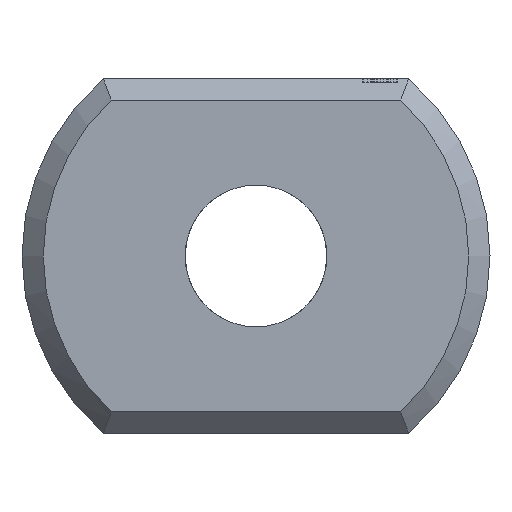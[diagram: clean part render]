
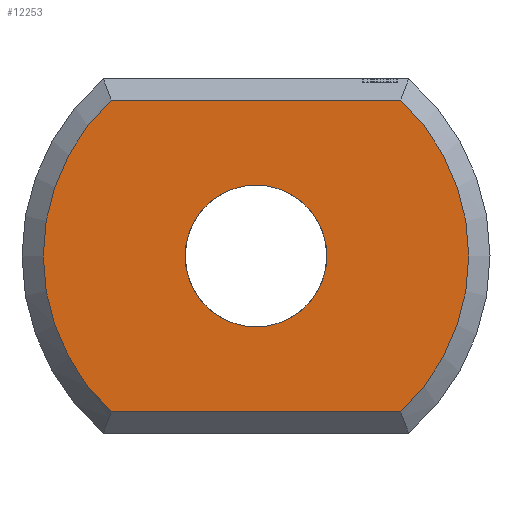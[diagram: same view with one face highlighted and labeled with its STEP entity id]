
A CAD part, left-side view. The second image highlights one B-rep face of the part: STEP entity #12253.
In plain terms, the highlighted planar face has unit normal (-1, 0, 0).
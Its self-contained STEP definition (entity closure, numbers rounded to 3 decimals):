
#298 = PLANE('',#299);
#299 = AXIS2_PLACEMENT_3D('',#300,#301,#302);
#300 = CARTESIAN_POINT('',(0.15,-2.154,-2.35));
#301 = DIRECTION('',(-0.707,0.,-0.707));
#302 = DIRECTION('',(0.,-1.,0.));
#725 = CONICAL_SURFACE('',#726,3.3,0.785);
#726 = AXIS2_PLACEMENT_3D('',#727,#728,#729);
#727 = CARTESIAN_POINT('',(0.3,0.,0.));
#728 = DIRECTION('',(1.,0.,0.));
#729 = DIRECTION('',(0.,0.653,-0.758));
#872 = CONICAL_SURFACE('',#873,3.3,0.785);
#873 = AXIS2_PLACEMENT_3D('',#874,#875,#876);
#874 = CARTESIAN_POINT('',(0.3,0.,0.));
#875 = DIRECTION('',(1.,0.,0.));
#876 = DIRECTION('',(0.,-0.653,0.758));
#909 = VERTEX_POINT('',#910);
#910 = CARTESIAN_POINT('',(0.,-2.04,-2.2));
#937 = VERTEX_POINT('',#938);
#938 = CARTESIAN_POINT('',(0.,2.04,-2.2));
#963 = EDGE_CURVE('',#909,#937,#964,.T.);
#964 = SURFACE_CURVE('',#965,(#969,#976),.PCURVE_S1.);
#965 = LINE('',#966,#967);
#966 = CARTESIAN_POINT('',(0.,-2.154,-2.2));
#967 = VECTOR('',#968,1.);
#968 = DIRECTION('',(0.,1.,0.));
#969 = PCURVE('',#298,#970);
#970 = DEFINITIONAL_REPRESENTATION('',(#971),#975);
#971 = LINE('',#972,#973);
#972 = CARTESIAN_POINT('',(0.,0.212));
#973 = VECTOR('',#974,1.);
#974 = DIRECTION('',(-1.,0.));
#975 = ( GEOMETRIC_REPRESENTATION_CONTEXT(2) 
PARAMETRIC_REPRESENTATION_CONTEXT() REPRESENTATION_CONTEXT('2D SPACE',''
  ) );
#976 = PCURVE('',#977,#982);
#977 = PLANE('',#978);
#978 = AXIS2_PLACEMENT_3D('',#979,#980,#981);
#979 = CARTESIAN_POINT('',(0.,0.,
    0.));
#980 = DIRECTION('',(1.,0.,0.));
#981 = DIRECTION('',(0.,0.,1.));
#982 = DEFINITIONAL_REPRESENTATION('',(#983),#987);
#983 = LINE('',#984,#985);
#984 = CARTESIAN_POINT('',(-2.2,2.154));
#985 = VECTOR('',#986,1.);
#986 = DIRECTION('',(0.,-1.));
#987 = ( GEOMETRIC_REPRESENTATION_CONTEXT(2) 
PARAMETRIC_REPRESENTATION_CONTEXT() REPRESENTATION_CONTEXT('2D SPACE',''
  ) );
#1763 = PLANE('',#1764);
#1764 = AXIS2_PLACEMENT_3D('',#1765,#1766,#1767);
#1765 = CARTESIAN_POINT('',(0.15,-2.154,2.35));
#1766 = DIRECTION('',(0.707,0.,-0.707
    ));
#1767 = DIRECTION('',(0.,-1.,0.));
#12040 = VERTEX_POINT('',#12041);
#12041 = CARTESIAN_POINT('',(0.,2.04,2.2));
#12066 = EDGE_CURVE('',#937,#12040,#12067,.T.);
#12067 = SURFACE_CURVE('',#12068,(#12073,#12080),.PCURVE_S1.);
#12068 = CIRCLE('',#12069,3.);
#12069 = AXIS2_PLACEMENT_3D('',#12070,#12071,#12072);
#12070 = CARTESIAN_POINT('',(0.,0.,
    0.));
#12071 = DIRECTION('',(1.,0.,0.));
#12072 = DIRECTION('',(0.,0.653,-0.758)
  );
#12073 = PCURVE('',#725,#12074);
#12074 = DEFINITIONAL_REPRESENTATION('',(#12075),#12079);
#12075 = LINE('',#12076,#12077);
#12076 = CARTESIAN_POINT('',(0.,-0.3));
#12077 = VECTOR('',#12078,1.);
#12078 = DIRECTION('',(1.,-0.));
#12079 = ( GEOMETRIC_REPRESENTATION_CONTEXT(2) 
PARAMETRIC_REPRESENTATION_CONTEXT() REPRESENTATION_CONTEXT('2D SPACE',''
  ) );
#12080 = PCURVE('',#977,#12081);
#12081 = DEFINITIONAL_REPRESENTATION('',(#12082),#12086);
#12082 = CIRCLE('',#12083,3.);
#12083 = AXIS2_PLACEMENT_2D('',#12084,#12085);
#12084 = CARTESIAN_POINT('',(0.,0.));
#12085 = DIRECTION('',(-0.758,-0.653));
#12086 = ( GEOMETRIC_REPRESENTATION_CONTEXT(2) 
PARAMETRIC_REPRESENTATION_CONTEXT() REPRESENTATION_CONTEXT('2D SPACE',''
  ) );
#12204 = VERTEX_POINT('',#12205);
#12205 = CARTESIAN_POINT('',(0.,-2.04,2.2));
#12232 = EDGE_CURVE('',#12204,#909,#12233,.T.);
#12233 = SURFACE_CURVE('',#12234,(#12239,#12246),.PCURVE_S1.);
#12234 = CIRCLE('',#12235,3.);
#12235 = AXIS2_PLACEMENT_3D('',#12236,#12237,#12238);
#12236 = CARTESIAN_POINT('',(0.,0.,
    0.));
#12237 = DIRECTION('',(1.,0.,0.));
#12238 = DIRECTION('',(0.,-0.653,0.758)
  );
#12239 = PCURVE('',#872,#12240);
#12240 = DEFINITIONAL_REPRESENTATION('',(#12241),#12245);
#12241 = LINE('',#12242,#12243);
#12242 = CARTESIAN_POINT('',(0.,-0.3));
#12243 = VECTOR('',#12244,1.);
#12244 = DIRECTION('',(1.,-0.));
#12245 = ( GEOMETRIC_REPRESENTATION_CONTEXT(2) 
PARAMETRIC_REPRESENTATION_CONTEXT() REPRESENTATION_CONTEXT('2D SPACE',''
  ) );
#12246 = PCURVE('',#977,#12247);
#12247 = DEFINITIONAL_REPRESENTATION('',(#12248),#12252);
#12248 = CIRCLE('',#12249,3.);
#12249 = AXIS2_PLACEMENT_2D('',#12250,#12251);
#12250 = CARTESIAN_POINT('',(0.,0.));
#12251 = DIRECTION('',(0.758,0.653));
#12252 = ( GEOMETRIC_REPRESENTATION_CONTEXT(2) 
PARAMETRIC_REPRESENTATION_CONTEXT() REPRESENTATION_CONTEXT('2D SPACE',''
  ) );
#12253 = ADVANCED_FACE('',(#12254,#12280),#977,.F.);
#12254 = FACE_BOUND('',#12255,.F.);
#12255 = EDGE_LOOP('',(#12256,#12257,#12278,#12279));
#12256 = ORIENTED_EDGE('',*,*,#12066,.T.);
#12257 = ORIENTED_EDGE('',*,*,#12258,.F.);
#12258 = EDGE_CURVE('',#12204,#12040,#12259,.T.);
#12259 = SURFACE_CURVE('',#12260,(#12264,#12271),.PCURVE_S1.);
#12260 = LINE('',#12261,#12262);
#12261 = CARTESIAN_POINT('',(0.,-2.154,2.2));
#12262 = VECTOR('',#12263,1.);
#12263 = DIRECTION('',(0.,1.,0.));
#12264 = PCURVE('',#977,#12265);
#12265 = DEFINITIONAL_REPRESENTATION('',(#12266),#12270);
#12266 = LINE('',#12267,#12268);
#12267 = CARTESIAN_POINT('',(2.2,2.154));
#12268 = VECTOR('',#12269,1.);
#12269 = DIRECTION('',(0.,-1.));
#12270 = ( GEOMETRIC_REPRESENTATION_CONTEXT(2) 
PARAMETRIC_REPRESENTATION_CONTEXT() REPRESENTATION_CONTEXT('2D SPACE',''
  ) );
#12271 = PCURVE('',#1763,#12272);
#12272 = DEFINITIONAL_REPRESENTATION('',(#12273),#12277);
#12273 = LINE('',#12274,#12275);
#12274 = CARTESIAN_POINT('',(0.,0.212));
#12275 = VECTOR('',#12276,1.);
#12276 = DIRECTION('',(-1.,0.));
#12277 = ( GEOMETRIC_REPRESENTATION_CONTEXT(2) 
PARAMETRIC_REPRESENTATION_CONTEXT() REPRESENTATION_CONTEXT('2D SPACE',''
  ) );
#12278 = ORIENTED_EDGE('',*,*,#12232,.T.);
#12279 = ORIENTED_EDGE('',*,*,#963,.T.);
#12280 = FACE_BOUND('',#12281,.T.);
#12281 = EDGE_LOOP('',(#12282));
#12282 = ORIENTED_EDGE('',*,*,#12283,.T.);
#12283 = EDGE_CURVE('',#12284,#12284,#12286,.T.);
#12284 = VERTEX_POINT('',#12285);
#12285 = CARTESIAN_POINT('',(0.,1.,0.));
#12286 = SURFACE_CURVE('',#12287,(#12292,#12299),.PCURVE_S1.);
#12287 = CIRCLE('',#12288,1.);
#12288 = AXIS2_PLACEMENT_3D('',#12289,#12290,#12291);
#12289 = CARTESIAN_POINT('',(0.,0.,0.));
#12290 = DIRECTION('',(1.,0.,0.));
#12291 = DIRECTION('',(0.,1.,0.));
#12292 = PCURVE('',#977,#12293);
#12293 = DEFINITIONAL_REPRESENTATION('',(#12294),#12298);
#12294 = CIRCLE('',#12295,1.);
#12295 = AXIS2_PLACEMENT_2D('',#12296,#12297);
#12296 = CARTESIAN_POINT('',(0.,0.));
#12297 = DIRECTION('',(0.,-1.));
#12298 = ( GEOMETRIC_REPRESENTATION_CONTEXT(2) 
PARAMETRIC_REPRESENTATION_CONTEXT() REPRESENTATION_CONTEXT('2D SPACE',''
  ) );
#12299 = PCURVE('',#12300,#12305);
#12300 = CYLINDRICAL_SURFACE('',#12301,1.);
#12301 = AXIS2_PLACEMENT_3D('',#12302,#12303,#12304);
#12302 = CARTESIAN_POINT('',(0.,0.,0.));
#12303 = DIRECTION('',(-1.,0.,0.));
#12304 = DIRECTION('',(0.,1.,0.));
#12305 = DEFINITIONAL_REPRESENTATION('',(#12306),#12310);
#12306 = LINE('',#12307,#12308);
#12307 = CARTESIAN_POINT('',(-0.,0.));
#12308 = VECTOR('',#12309,1.);
#12309 = DIRECTION('',(-1.,0.));
#12310 = ( GEOMETRIC_REPRESENTATION_CONTEXT(2) 
PARAMETRIC_REPRESENTATION_CONTEXT() REPRESENTATION_CONTEXT('2D SPACE',''
  ) );
